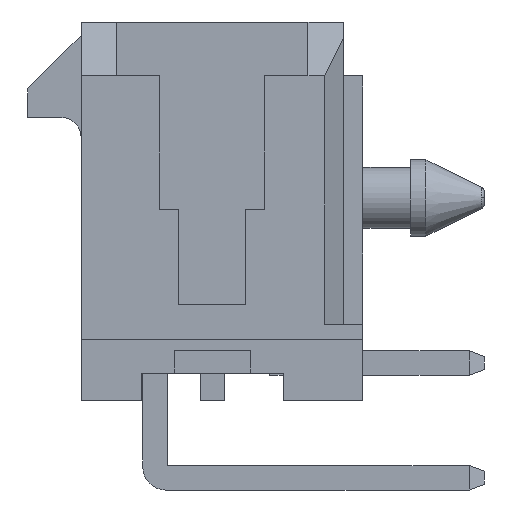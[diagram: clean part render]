
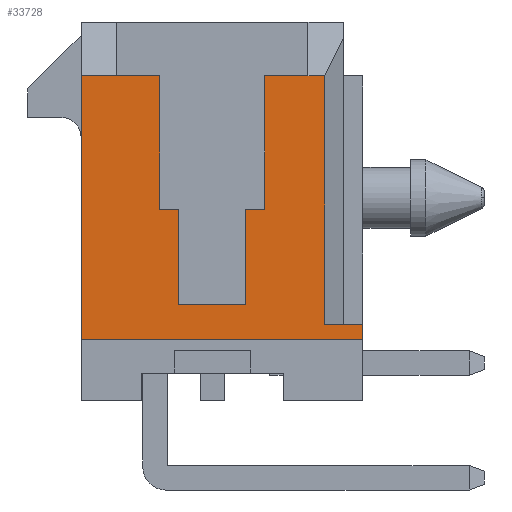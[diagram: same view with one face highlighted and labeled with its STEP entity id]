
A CAD part, left-side view. The second image highlights one B-rep face of the part: STEP entity #33728.
In plain terms, the highlighted planar face has unit normal (-1, 0, 0).
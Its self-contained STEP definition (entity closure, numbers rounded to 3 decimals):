
#757 = ORIENTED_EDGE ( 'NONE', *, *, #22133, .F. ) ;
#898 = CARTESIAN_POINT ( 'NONE',  ( -19.825, 0.875, 0. ) ) ;
#954 = CARTESIAN_POINT ( 'NONE',  ( -19.825, -2.5, 3.55 ) ) ;
#1426 = PLANE ( 'NONE',  #17011 ) ;
#2190 = EDGE_CURVE ( 'NONE', #6751, #33210, #8164, .T. ) ;
#2276 = VERTEX_POINT ( 'NONE', #2358 ) ;
#2358 = CARTESIAN_POINT ( 'NONE',  ( -19.825, 3.435, 3.55 ) ) ;
#3142 = DIRECTION ( 'NONE',  ( 0., -1., 0. ) ) ;
#3345 = ORIENTED_EDGE ( 'NONE', *, *, #21296, .F. ) ;
#3415 = CARTESIAN_POINT ( 'NONE',  ( -19.825, 0., -3.36 ) ) ;
#3863 = VERTEX_POINT ( 'NONE', #6528 ) ;
#4553 = DIRECTION ( 'NONE',  ( 1., 0., 0. ) ) ;
#5095 = CARTESIAN_POINT ( 'NONE',  ( -19.825, 0., -2.45 ) ) ;
#6234 = EDGE_CURVE ( 'NONE', #24321, #2276, #31822, .T. ) ;
#6528 = CARTESIAN_POINT ( 'NONE',  ( -19.825, -2.935, 3.55 ) ) ;
#6672 = VECTOR ( 'NONE', #28524, 1000. ) ;
#6751 = VERTEX_POINT ( 'NONE', #8293 ) ;
#6926 = EDGE_CURVE ( 'NONE', #33210, #25990, #34816, .T. ) ;
#7349 = ORIENTED_EDGE ( 'NONE', *, *, #25436, .F. ) ;
#7715 = VERTEX_POINT ( 'NONE', #24522 ) ;
#7828 = CARTESIAN_POINT ( 'NONE',  ( -19.825, 0.875, 0.05 ) ) ;
#8164 = LINE ( 'NONE', #15916, #9217 ) ;
#8293 = CARTESIAN_POINT ( 'NONE',  ( -19.825, -1.375, 0.05 ) ) ;
#8820 = ORIENTED_EDGE ( 'NONE', *, *, #40857, .F. ) ;
#9214 = VERTEX_POINT ( 'NONE', #29734 ) ;
#9217 = VECTOR ( 'NONE', #22690, 1000. ) ;
#10178 = EDGE_CURVE ( 'NONE', #36284, #2276, #39417, .T. ) ;
#10196 = CARTESIAN_POINT ( 'NONE',  ( -19.825, 0., 3.55 ) ) ;
#10429 = CARTESIAN_POINT ( 'NONE',  ( -19.825, 2.5, 3.55 ) ) ;
#11026 = EDGE_CURVE ( 'NONE', #11064, #37799, #39804, .T. ) ;
#11064 = VERTEX_POINT ( 'NONE', #7828 ) ;
#11160 = VECTOR ( 'NONE', #36477, 1000. ) ;
#11895 = VECTOR ( 'NONE', #40637, 1000. ) ;
#11907 = CARTESIAN_POINT ( 'NONE',  ( -19.825, 0., 0. ) ) ;
#11949 = CARTESIAN_POINT ( 'NONE',  ( -19.825, -0.875, 0. ) ) ;
#12136 = VECTOR ( 'NONE', #3142, 1000. ) ;
#13112 = ORIENTED_EDGE ( 'NONE', *, *, #14459, .F. ) ;
#13197 = VECTOR ( 'NONE', #26907, 1000. ) ;
#13272 = DIRECTION ( 'NONE',  ( 0., 1., 0. ) ) ;
#13352 = CARTESIAN_POINT ( 'NONE',  ( -19.825, -2.935, 4.95 ) ) ;
#13935 = VECTOR ( 'NONE', #35546, 1000. ) ;
#14459 = EDGE_CURVE ( 'NONE', #41999, #11064, #23873, .T. ) ;
#15070 = LINE ( 'NONE', #17061, #11895 ) ;
#15358 = EDGE_CURVE ( 'NONE', #41740, #36284, #34658, .T. ) ;
#15394 = VERTEX_POINT ( 'NONE', #36723 ) ;
#15421 = VECTOR ( 'NONE', #34439, 1000. ) ;
#15916 = CARTESIAN_POINT ( 'NONE',  ( -19.825, -1.375, 0. ) ) ;
#15972 = ORIENTED_EDGE ( 'NONE', *, *, #6234, .T. ) ;
#17011 = AXIS2_PLACEMENT_3D ( 'NONE', #11907, #4553, #24742 ) ;
#17061 = CARTESIAN_POINT ( 'NONE',  ( -19.825, 0., 3.55 ) ) ;
#17320 = EDGE_CURVE ( 'NONE', #15394, #3863, #19559, .T. ) ;
#17988 = CARTESIAN_POINT ( 'NONE',  ( -19.825, 1.375, 0.05 ) ) ;
#18805 = CARTESIAN_POINT ( 'NONE',  ( -19.825, -1.375, 0.05 ) ) ;
#19423 = CARTESIAN_POINT ( 'NONE',  ( -19.825, -3.935, -2.96 ) ) ;
#19559 = LINE ( 'NONE', #13352, #13197 ) ;
#20081 = VECTOR ( 'NONE', #41144, 1000. ) ;
#20348 = CARTESIAN_POINT ( 'NONE',  ( -19.825, 3.435, -3.36 ) ) ;
#21187 = ORIENTED_EDGE ( 'NONE', *, *, #17320, .T. ) ;
#21296 = EDGE_CURVE ( 'NONE', #26887, #41740, #33767, .T. ) ;
#21510 = DIRECTION ( 'NONE',  ( 0., -1., 0. ) ) ;
#22133 = EDGE_CURVE ( 'NONE', #24321, #43457, #15070, .T. ) ;
#22690 = DIRECTION ( 'NONE',  ( 0., 0., 1. ) ) ;
#23119 = CARTESIAN_POINT ( 'NONE',  ( -19.825, 1.375, 0. ) ) ;
#23873 = LINE ( 'NONE', #27361, #15421 ) ;
#23916 = CARTESIAN_POINT ( 'NONE',  ( -19.825, -3.935, -2.96 ) ) ;
#23972 = ORIENTED_EDGE ( 'NONE', *, *, #33528, .T. ) ;
#24321 = VERTEX_POINT ( 'NONE', #10429 ) ;
#24522 = CARTESIAN_POINT ( 'NONE',  ( -19.825, -0.875, 0.05 ) ) ;
#24742 = DIRECTION ( 'NONE',  ( 0., 0., -1. ) ) ;
#25208 = ORIENTED_EDGE ( 'NONE', *, *, #11026, .F. ) ;
#25436 = EDGE_CURVE ( 'NONE', #15394, #26887, #41969, .T. ) ;
#25580 = ORIENTED_EDGE ( 'NONE', *, *, #2190, .F. ) ;
#25990 = VERTEX_POINT ( 'NONE', #954 ) ;
#26291 = ORIENTED_EDGE ( 'NONE', *, *, #10178, .F. ) ;
#26414 = FACE_OUTER_BOUND ( 'NONE', #43573, .T. ) ;
#26625 = LINE ( 'NONE', #5095, #31916 ) ;
#26653 = DIRECTION ( 'NONE',  ( 0., 0., -1. ) ) ;
#26809 = ORIENTED_EDGE ( 'NONE', *, *, #35389, .F. ) ;
#26887 = VERTEX_POINT ( 'NONE', #19423 ) ;
#26907 = DIRECTION ( 'NONE',  ( 0., 0., 1. ) ) ;
#27361 = CARTESIAN_POINT ( 'NONE',  ( -19.825, 0.875, 0.05 ) ) ;
#27714 = VECTOR ( 'NONE', #21510, 1000. ) ;
#28031 = DIRECTION ( 'NONE',  ( 0., 0., -1. ) ) ;
#28317 = EDGE_CURVE ( 'NONE', #7715, #6751, #42523, .T. ) ;
#28524 = DIRECTION ( 'NONE',  ( 0., -1., 0. ) ) ;
#29718 = DIRECTION ( 'NONE',  ( 0., 1., 0. ) ) ;
#29734 = CARTESIAN_POINT ( 'NONE',  ( -19.825, -0.875, -2.45 ) ) ;
#30117 = CARTESIAN_POINT ( 'NONE',  ( -19.825, 3.435, 3.55 ) ) ;
#30758 = VECTOR ( 'NONE', #29718, 1000. ) ;
#30843 = VECTOR ( 'NONE', #28031, 1000. ) ;
#31439 = ORIENTED_EDGE ( 'NONE', *, *, #43345, .F. ) ;
#31822 = LINE ( 'NONE', #39146, #30758 ) ;
#31869 = LINE ( 'NONE', #11949, #13935 ) ;
#31916 = VECTOR ( 'NONE', #32358, 1000. ) ;
#32275 = LINE ( 'NONE', #30117, #11160 ) ;
#32358 = DIRECTION ( 'NONE',  ( 0., -1., 0. ) ) ;
#33129 = CARTESIAN_POINT ( 'NONE',  ( -19.825, -3.935, -3.36 ) ) ;
#33210 = VERTEX_POINT ( 'NONE', #35310 ) ;
#33528 = EDGE_CURVE ( 'NONE', #3863, #25990, #32275, .T. ) ;
#33728 = ADVANCED_FACE ( 'NONE', ( #26414 ), #1426, .F. ) ;
#33767 = LINE ( 'NONE', #23916, #20081 ) ;
#34110 = VECTOR ( 'NONE', #13272, 1000. ) ;
#34439 = DIRECTION ( 'NONE',  ( 0., -1., 0. ) ) ;
#34658 = LINE ( 'NONE', #3415, #34110 ) ;
#34674 = VECTOR ( 'NONE', #39156, 1000. ) ;
#34688 = ORIENTED_EDGE ( 'NONE', *, *, #6926, .F. ) ;
#34816 = LINE ( 'NONE', #10196, #12136 ) ;
#35310 = CARTESIAN_POINT ( 'NONE',  ( -19.825, -1.375, 3.55 ) ) ;
#35389 = EDGE_CURVE ( 'NONE', #37799, #9214, #26625, .T. ) ;
#35546 = DIRECTION ( 'NONE',  ( 0., 0., 1. ) ) ;
#35784 = CARTESIAN_POINT ( 'NONE',  ( -19.825, 3.435, 0. ) ) ;
#36284 = VERTEX_POINT ( 'NONE', #20348 ) ;
#36477 = DIRECTION ( 'NONE',  ( 0., 1., 0. ) ) ;
#36723 = CARTESIAN_POINT ( 'NONE',  ( -19.825, -2.935, -2.96 ) ) ;
#36850 = CARTESIAN_POINT ( 'NONE',  ( -19.825, 1.375, 3.55 ) ) ;
#37799 = VERTEX_POINT ( 'NONE', #39637 ) ;
#37882 = LINE ( 'NONE', #23119, #42578 ) ;
#37955 = ORIENTED_EDGE ( 'NONE', *, *, #28317, .F. ) ;
#38326 = CARTESIAN_POINT ( 'NONE',  ( -19.825, -3.435, -2.96 ) ) ;
#39146 = CARTESIAN_POINT ( 'NONE',  ( -19.825, 3.435, 3.55 ) ) ;
#39156 = DIRECTION ( 'NONE',  ( 0., 0., 1. ) ) ;
#39417 = LINE ( 'NONE', #35784, #34674 ) ;
#39637 = CARTESIAN_POINT ( 'NONE',  ( -19.825, 0.875, -2.45 ) ) ;
#39804 = LINE ( 'NONE', #898, #30843 ) ;
#40637 = DIRECTION ( 'NONE',  ( 0., -1., 0. ) ) ;
#40857 = EDGE_CURVE ( 'NONE', #43457, #41999, #37882, .T. ) ;
#41144 = DIRECTION ( 'NONE',  ( 0., 0., -1. ) ) ;
#41740 = VERTEX_POINT ( 'NONE', #33129 ) ;
#41955 = ORIENTED_EDGE ( 'NONE', *, *, #15358, .F. ) ;
#41969 = LINE ( 'NONE', #38326, #27714 ) ;
#41999 = VERTEX_POINT ( 'NONE', #17988 ) ;
#42523 = LINE ( 'NONE', #18805, #6672 ) ;
#42578 = VECTOR ( 'NONE', #26653, 1000. ) ;
#43345 = EDGE_CURVE ( 'NONE', #9214, #7715, #31869, .T. ) ;
#43457 = VERTEX_POINT ( 'NONE', #36850 ) ;
#43573 = EDGE_LOOP ( 'NONE', ( #26809, #25208, #13112, #8820, #757, #15972, #26291, #41955, #3345, #7349, #21187, #23972, #34688, #25580, #37955, #31439 ) ) ;
